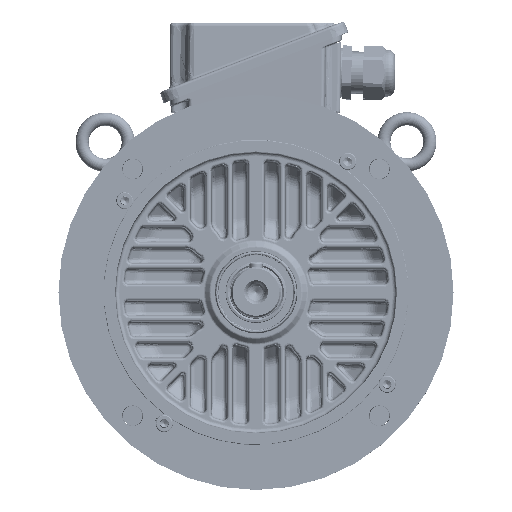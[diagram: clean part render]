
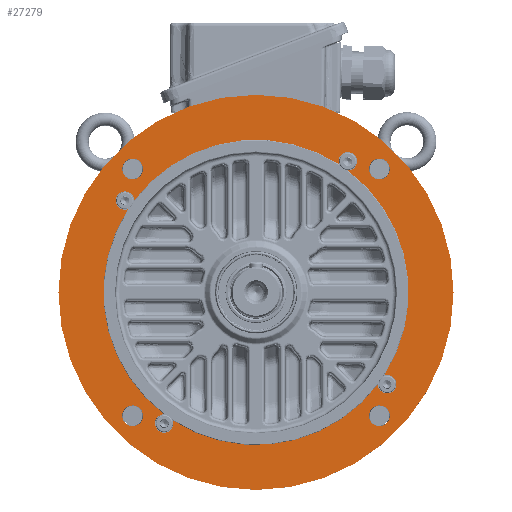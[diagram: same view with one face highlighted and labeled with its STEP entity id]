
A CAD part, top view. The second image highlights one B-rep face of the part: STEP entity #27279.
In plain terms, the highlighted planar face has unit normal (0, 0, 1).
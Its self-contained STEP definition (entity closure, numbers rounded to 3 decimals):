
#3986=PLANE('',#98407);
#27279=ADVANCED_FACE('',(#30243,#30244,#30245,#30246,#30247,#30248),#3986,
 .F.);
#30243=FACE_BOUND('',#35025,.T.);
#30244=FACE_BOUND('',#35026,.T.);
#30245=FACE_BOUND('',#35027,.T.);
#30246=FACE_BOUND('',#35028,.T.);
#30247=FACE_BOUND('',#35029,.T.);
#30248=FACE_BOUND('',#35030,.T.);
#35025=EDGE_LOOP('',(#56934,#56935,#56936,#56937,#56938,#56939,#56940,#56941));
#35026=EDGE_LOOP('',(#56942));
#35027=EDGE_LOOP('',(#56943));
#35028=EDGE_LOOP('',(#56944));
#35029=EDGE_LOOP('',(#56945));
#35030=EDGE_LOOP('',(#56946));
#56934=ORIENTED_EDGE('',*,*,#83369,.T.);
#56935=ORIENTED_EDGE('',*,*,#83370,.T.);
#56936=ORIENTED_EDGE('',*,*,#83371,.T.);
#56937=ORIENTED_EDGE('',*,*,#83372,.T.);
#56938=ORIENTED_EDGE('',*,*,#83373,.T.);
#56939=ORIENTED_EDGE('',*,*,#83374,.T.);
#56940=ORIENTED_EDGE('',*,*,#83375,.T.);
#56941=ORIENTED_EDGE('',*,*,#83376,.T.);
#56942=ORIENTED_EDGE('',*,*,#83377,.F.);
#56943=ORIENTED_EDGE('',*,*,#83378,.F.);
#56944=ORIENTED_EDGE('',*,*,#83379,.T.);
#56945=ORIENTED_EDGE('',*,*,#83380,.F.);
#56946=ORIENTED_EDGE('',*,*,#83381,.F.);
#69747=VERTEX_POINT('',#214988);
#69748=VERTEX_POINT('',#214989);
#69749=VERTEX_POINT('',#214991);
#69750=VERTEX_POINT('',#214993);
#69751=VERTEX_POINT('',#214995);
#69752=VERTEX_POINT('',#214997);
#69753=VERTEX_POINT('',#214999);
#69754=VERTEX_POINT('',#215001);
#69755=VERTEX_POINT('',#215004);
#69756=VERTEX_POINT('',#215006);
#69757=VERTEX_POINT('',#215008);
#69758=VERTEX_POINT('',#215010);
#69759=VERTEX_POINT('',#215012);
#83369=EDGE_CURVE('',#69747,#69748,#89764,.T.);
#83370=EDGE_CURVE('',#69748,#69749,#89765,.T.);
#83371=EDGE_CURVE('',#69749,#69750,#89766,.T.);
#83372=EDGE_CURVE('',#69750,#69751,#89767,.T.);
#83373=EDGE_CURVE('',#69751,#69752,#89768,.T.);
#83374=EDGE_CURVE('',#69752,#69753,#89769,.T.);
#83375=EDGE_CURVE('',#69753,#69754,#89770,.T.);
#83376=EDGE_CURVE('',#69754,#69747,#89771,.T.);
#83377=EDGE_CURVE('',#69755,#69755,#89772,.T.);
#83378=EDGE_CURVE('',#69756,#69756,#89773,.T.);
#83379=EDGE_CURVE('',#69757,#69757,#89774,.T.);
#83380=EDGE_CURVE('',#69758,#69758,#89775,.T.);
#83381=EDGE_CURVE('',#69759,#69759,#89776,.T.);
#89764=CIRCLE('',#98394,115.9);
#89765=CIRCLE('',#98395,7.);
#89766=CIRCLE('',#98396,115.9);
#89767=CIRCLE('',#98397,7.);
#89768=CIRCLE('',#98398,115.9);
#89769=CIRCLE('',#98399,7.);
#89770=CIRCLE('',#98400,115.9);
#89771=CIRCLE('',#98401,7.);
#89772=CIRCLE('',#98402,7.887);
#89773=CIRCLE('',#98403,7.887);
#89774=CIRCLE('',#98404,150.);
#89775=CIRCLE('',#98405,7.887);
#89776=CIRCLE('',#98406,7.887);
#98394=AXIS2_PLACEMENT_3D('',#214987,#119110,#119111);
#98395=AXIS2_PLACEMENT_3D('',#214990,#119112,#119113);
#98396=AXIS2_PLACEMENT_3D('',#214992,#119114,#119115);
#98397=AXIS2_PLACEMENT_3D('',#214994,#119116,#119117);
#98398=AXIS2_PLACEMENT_3D('',#214996,#119118,#119119);
#98399=AXIS2_PLACEMENT_3D('',#214998,#119120,#119121);
#98400=AXIS2_PLACEMENT_3D('',#215000,#119122,#119123);
#98401=AXIS2_PLACEMENT_3D('',#215002,#119124,#119125);
#98402=AXIS2_PLACEMENT_3D('',#215003,#119126,#119127);
#98403=AXIS2_PLACEMENT_3D('',#215005,#119128,#119129);
#98404=AXIS2_PLACEMENT_3D('',#215007,#119130,#119131);
#98405=AXIS2_PLACEMENT_3D('',#215009,#119132,#119133);
#98406=AXIS2_PLACEMENT_3D('',#215011,#119134,#119135);
#98407=AXIS2_PLACEMENT_3D('',#215013,#119136,#119137);
#119110=DIRECTION('',(0.,0.,-1.));
#119111=DIRECTION('',(-1.,0.,0.));
#119112=DIRECTION('',(0.,0.,-1.));
#119113=DIRECTION('',(-1.,0.,0.));
#119114=DIRECTION('',(0.,0.,-1.));
#119115=DIRECTION('',(-1.,0.,0.));
#119116=DIRECTION('',(0.,0.,-1.));
#119117=DIRECTION('',(-1.,0.,0.));
#119118=DIRECTION('',(0.,0.,-1.));
#119119=DIRECTION('',(-1.,0.,0.));
#119120=DIRECTION('',(0.,0.,-1.));
#119121=DIRECTION('',(-1.,0.,0.));
#119122=DIRECTION('',(0.,0.,-1.));
#119123=DIRECTION('',(-1.,0.,0.));
#119124=DIRECTION('',(0.,0.,-1.));
#119125=DIRECTION('',(-1.,0.,0.));
#119126=DIRECTION('',(0.,0.,1.));
#119127=DIRECTION('',(-1.,0.,0.));
#119128=DIRECTION('',(0.,0.,1.));
#119129=DIRECTION('',(-1.,0.,0.));
#119130=DIRECTION('',(0.,0.,1.));
#119131=DIRECTION('',(-1.,0.,0.));
#119132=DIRECTION('',(0.,0.,1.));
#119133=DIRECTION('',(-1.,0.,0.));
#119134=DIRECTION('',(0.,0.,1.));
#119135=DIRECTION('',(-1.,0.,0.));
#119136=DIRECTION('',(0.,0.,-1.));
#119137=DIRECTION('',(-1.,0.,0.));
#214987=CARTESIAN_POINT('',(0.,0.,0.5));
#214988=CARTESIAN_POINT('',(69.796,92.528,0.5));
#214989=CARTESIAN_POINT('',(97.233,-63.076,0.5));
#214990=CARTESIAN_POINT('',(99.527,-69.69,0.5));
#214991=CARTESIAN_POINT('',(92.528,-69.796,0.5));
#214992=CARTESIAN_POINT('',(0.,0.,0.5));
#214993=CARTESIAN_POINT('',(-63.076,-97.233,0.5));
#214994=CARTESIAN_POINT('',(-69.69,-99.527,0.5));
#214995=CARTESIAN_POINT('',(-69.796,-92.528,0.5));
#214996=CARTESIAN_POINT('',(0.,0.,0.5));
#214997=CARTESIAN_POINT('',(-97.233,63.076,0.5));
#214998=CARTESIAN_POINT('',(-99.527,69.69,0.5));
#214999=CARTESIAN_POINT('',(-92.528,69.796,0.5));
#215000=CARTESIAN_POINT('',(0.,0.,0.5));
#215001=CARTESIAN_POINT('',(63.076,97.233,0.5));
#215002=CARTESIAN_POINT('',(69.69,99.527,0.5));
#215003=CARTESIAN_POINT('',(-93.692,-93.692,0.5));
#215004=CARTESIAN_POINT('',(-101.578,-93.692,0.5));
#215005=CARTESIAN_POINT('',(93.692,93.692,0.5));
#215006=CARTESIAN_POINT('',(85.805,93.692,0.5));
#215007=CARTESIAN_POINT('',(0.,0.,0.5));
#215008=CARTESIAN_POINT('',(-150.,0.,0.5));
#215009=CARTESIAN_POINT('',(93.692,-93.692,0.5));
#215010=CARTESIAN_POINT('',(85.805,-93.692,0.5));
#215011=CARTESIAN_POINT('',(-93.692,93.692,0.5));
#215012=CARTESIAN_POINT('',(-101.578,93.692,0.5));
#215013=CARTESIAN_POINT('',(0.,115.5,0.5));
